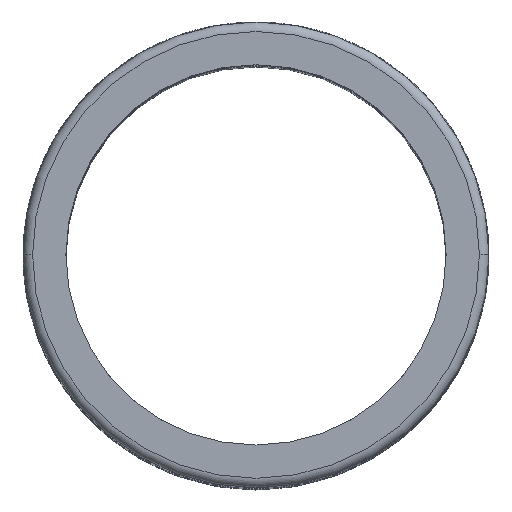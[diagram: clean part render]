
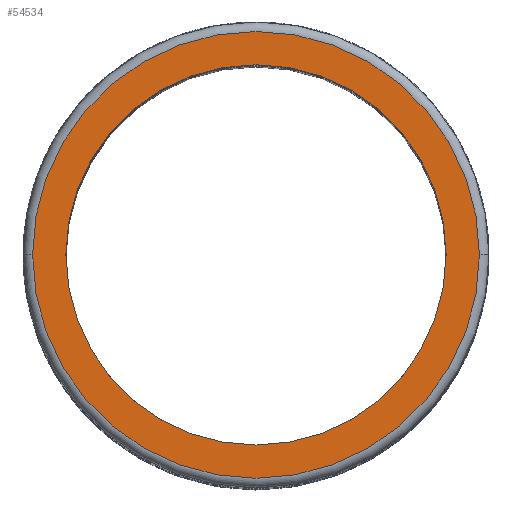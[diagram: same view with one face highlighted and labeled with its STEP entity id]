
A CAD part, top view. The second image highlights one B-rep face of the part: STEP entity #54534.
In plain terms, the highlighted planar face has unit normal (0, 0, 1).
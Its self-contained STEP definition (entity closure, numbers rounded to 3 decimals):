
#1509 = CARTESIAN_POINT ( 'NONE',  ( -20., 0., 0. ) ) ;
#1818 = CARTESIAN_POINT ( 'NONE',  ( 0., 0., 0. ) ) ;
#3759 = CARTESIAN_POINT ( 'NONE',  ( 20., 0., 0. ) ) ;
#4722 = AXIS2_PLACEMENT_3D ( 'NONE', #25668, #15776, #41871 ) ;
#6246 = CIRCLE ( 'NONE', #4722, 23.5 ) ;
#6291 = EDGE_CURVE ( 'NONE', #53753, #50597, #18104, .T. ) ;
#6452 = ORIENTED_EDGE ( 'NONE', *, *, #15259, .T. ) ;
#11210 = DIRECTION ( 'NONE',  ( 1., 0., 0. ) ) ;
#13299 = CARTESIAN_POINT ( 'NONE',  ( 0., 0., 0. ) ) ;
#13340 = CARTESIAN_POINT ( 'NONE',  ( 0., 0., 0. ) ) ;
#13748 = DIRECTION ( 'NONE',  ( 0., 0., 1. ) ) ;
#15259 = EDGE_CURVE ( 'NONE', #16207, #61593, #29294, .T. ) ;
#15776 = DIRECTION ( 'NONE',  ( 0., 0., 1. ) ) ;
#16207 = VERTEX_POINT ( 'NONE', #34921 ) ;
#16375 = EDGE_LOOP ( 'NONE', ( #6452, #29470 ) ) ;
#18104 = CIRCLE ( 'NONE', #43802, 20. ) ;
#18252 = DIRECTION ( 'NONE',  ( 1., 0., 0. ) ) ;
#22387 = PLANE ( 'NONE',  #52755 ) ;
#25045 = CIRCLE ( 'NONE', #44212, 20. ) ;
#25668 = CARTESIAN_POINT ( 'NONE',  ( 0., 0., 0. ) ) ;
#27828 = CARTESIAN_POINT ( 'NONE',  ( 0., 0., 0. ) ) ;
#27959 = AXIS2_PLACEMENT_3D ( 'NONE', #27828, #46886, #37439 ) ;
#29294 = CIRCLE ( 'NONE', #27959, 23.5 ) ;
#29470 = ORIENTED_EDGE ( 'NONE', *, *, #52616, .T. ) ;
#32405 = DIRECTION ( 'NONE',  ( 0., 0., 1. ) ) ;
#34921 = CARTESIAN_POINT ( 'NONE',  ( 23.5, 0., 0. ) ) ;
#35839 = DIRECTION ( 'NONE',  ( 0., 0., 1. ) ) ;
#37439 = DIRECTION ( 'NONE',  ( 1., 0., 0. ) ) ;
#41871 = DIRECTION ( 'NONE',  ( 1., 0., 0. ) ) ;
#43802 = AXIS2_PLACEMENT_3D ( 'NONE', #13299, #32405, #61739 ) ;
#44212 = AXIS2_PLACEMENT_3D ( 'NONE', #1818, #35839, #11210 ) ;
#46734 = FACE_OUTER_BOUND ( 'NONE', #16375, .T. ) ;
#46886 = DIRECTION ( 'NONE',  ( 0., 0., 1. ) ) ;
#50597 = VERTEX_POINT ( 'NONE', #3759 ) ;
#51110 = ORIENTED_EDGE ( 'NONE', *, *, #6291, .F. ) ;
#52616 = EDGE_CURVE ( 'NONE', #61593, #16207, #6246, .T. ) ;
#52755 = AXIS2_PLACEMENT_3D ( 'NONE', #13340, #13748, #18252 ) ;
#52883 = FACE_BOUND ( 'NONE', #57286, .T. ) ;
#53753 = VERTEX_POINT ( 'NONE', #1509 ) ;
#54534 = ADVANCED_FACE ( 'NONE', ( #46734, #52883 ), #22387, .T. ) ;
#57286 = EDGE_LOOP ( 'NONE', ( #62768, #51110 ) ) ;
#57838 = CARTESIAN_POINT ( 'NONE',  ( -23.5, 0., 0. ) ) ;
#59262 = EDGE_CURVE ( 'NONE', #50597, #53753, #25045, .T. ) ;
#61593 = VERTEX_POINT ( 'NONE', #57838 ) ;
#61739 = DIRECTION ( 'NONE',  ( 1., 0., 0. ) ) ;
#62768 = ORIENTED_EDGE ( 'NONE', *, *, #59262, .F. ) ;
